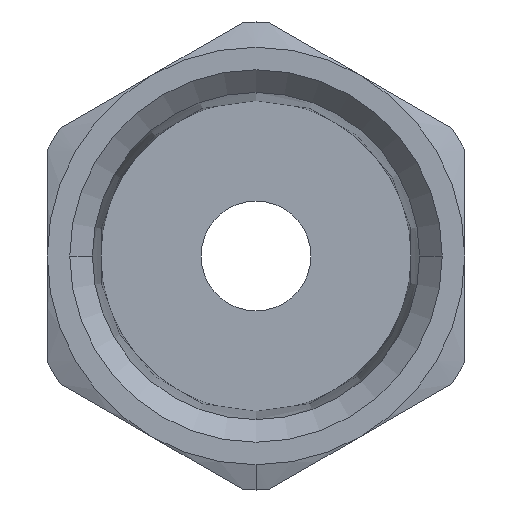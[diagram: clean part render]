
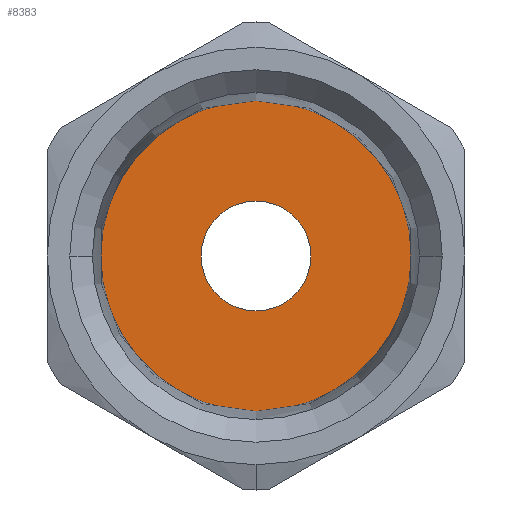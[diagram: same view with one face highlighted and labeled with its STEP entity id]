
A CAD part, left-side view. The second image highlights one B-rep face of the part: STEP entity #8383.
In plain terms, the highlighted planar face has unit normal (-1, 0, 0).
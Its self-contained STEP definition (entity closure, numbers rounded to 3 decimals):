
#293 = CIRCLE ( 'NONE', #4585, 2.5 ) ;
#328 = EDGE_CURVE ( 'NONE', #7203, #589, #8209, .T. ) ;
#339 = CARTESIAN_POINT ( 'NONE',  ( -4.35, 0., 0.01 ) ) ;
#589 = VERTEX_POINT ( 'NONE', #5014 ) ;
#1088 = DIRECTION ( 'NONE',  ( 0., -1., 0. ) ) ;
#1145 = CARTESIAN_POINT ( 'NONE',  ( -4.35, 0., 7.079 ) ) ;
#1157 = DIRECTION ( 'NONE',  ( -1., 0., 0. ) ) ;
#1184 = CARTESIAN_POINT ( 'NONE',  ( -4.35, 2.5, 0.01 ) ) ;
#1331 = EDGE_LOOP ( 'NONE', ( #4242, #8602 ) ) ;
#1829 = AXIS2_PLACEMENT_3D ( 'NONE', #5273, #8418, #9985 ) ;
#1843 = EDGE_CURVE ( 'NONE', #6693, #5518, #7850, .T. ) ;
#1962 = DIRECTION ( 'NONE',  ( 0., -1., 0. ) ) ;
#2060 = CIRCLE ( 'NONE', #1829, 7.069 ) ;
#2143 = CARTESIAN_POINT ( 'NONE',  ( -4.35, 0., 3.544 ) ) ;
#2146 = AXIS2_PLACEMENT_3D ( 'NONE', #339, #1157, #1962 ) ;
#2397 = CARTESIAN_POINT ( 'NONE',  ( -4.35, 0., 0.01 ) ) ;
#2760 = DIRECTION ( 'NONE',  ( -1., 0., 0. ) ) ;
#3169 = DIRECTION ( 'NONE',  ( -1., 0., 0. ) ) ;
#3406 = CARTESIAN_POINT ( 'NONE',  ( -4.35, 0., 0.01 ) ) ;
#4116 = CARTESIAN_POINT ( 'NONE',  ( -4.35, -2.5, 0.01 ) ) ;
#4242 = ORIENTED_EDGE ( 'NONE', *, *, #5023, .F. ) ;
#4585 = AXIS2_PLACEMENT_3D ( 'NONE', #3406, #2760, #1088 ) ;
#5014 = CARTESIAN_POINT ( 'NONE',  ( -4.35, 0., -7.059 ) ) ;
#5023 = EDGE_CURVE ( 'NONE', #5518, #6693, #293, .T. ) ;
#5273 = CARTESIAN_POINT ( 'NONE',  ( -4.35, 0., 0.01 ) ) ;
#5276 = EDGE_CURVE ( 'NONE', #589, #7203, #2060, .T. ) ;
#5413 = ORIENTED_EDGE ( 'NONE', *, *, #328, .T. ) ;
#5518 = VERTEX_POINT ( 'NONE', #4116 ) ;
#5922 = ORIENTED_EDGE ( 'NONE', *, *, #5276, .T. ) ;
#5947 = DIRECTION ( 'NONE',  ( 0., 0., -1. ) ) ;
#6693 = VERTEX_POINT ( 'NONE', #1184 ) ;
#6780 = AXIS2_PLACEMENT_3D ( 'NONE', #2397, #3169, #7823 ) ;
#7203 = VERTEX_POINT ( 'NONE', #1145 ) ;
#7326 = FACE_BOUND ( 'NONE', #1331, .T. ) ;
#7613 = DIRECTION ( 'NONE',  ( 1., 0., 0. ) ) ;
#7671 = FACE_OUTER_BOUND ( 'NONE', #9533, .T. ) ;
#7823 = DIRECTION ( 'NONE',  ( 0., 0., 1. ) ) ;
#7850 = CIRCLE ( 'NONE', #2146, 2.5 ) ;
#8209 = CIRCLE ( 'NONE', #6780, 7.069 ) ;
#8383 = ADVANCED_FACE ( 'NONE', ( #7326, #7671 ), #9661, .F. ) ;
#8418 = DIRECTION ( 'NONE',  ( -1., 0., 0. ) ) ;
#8602 = ORIENTED_EDGE ( 'NONE', *, *, #1843, .F. ) ;
#9349 = AXIS2_PLACEMENT_3D ( 'NONE', #2143, #7613, #5947 ) ;
#9533 = EDGE_LOOP ( 'NONE', ( #5413, #5922 ) ) ;
#9661 = PLANE ( 'NONE',  #9349 ) ;
#9985 = DIRECTION ( 'NONE',  ( 0., 0., 1. ) ) ;
